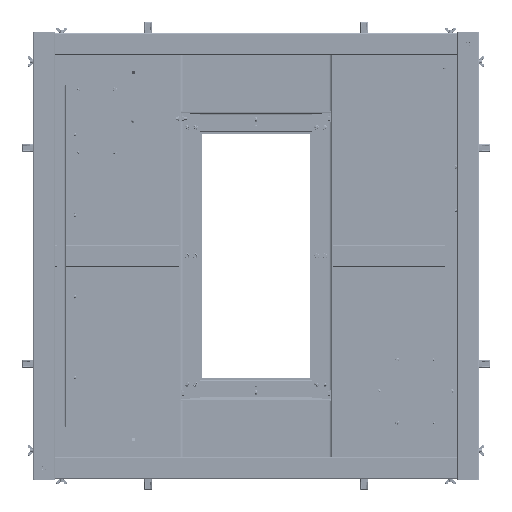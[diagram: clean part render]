
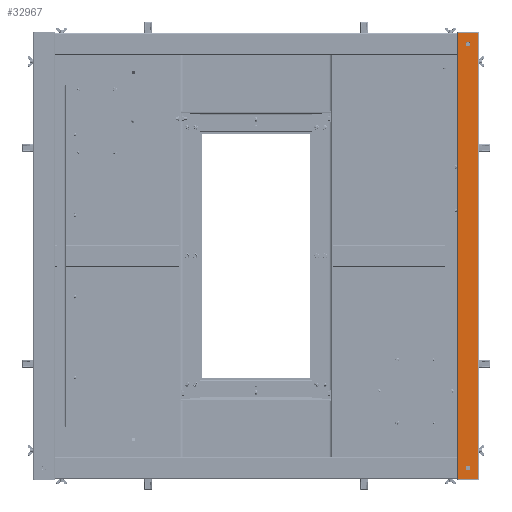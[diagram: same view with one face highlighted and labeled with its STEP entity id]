
A CAD part, front view. The second image highlights one B-rep face of the part: STEP entity #32967.
In plain terms, the highlighted face is planar.
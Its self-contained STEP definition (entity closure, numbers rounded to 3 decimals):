
#508 = EDGE_CURVE ( 'NONE', #4921, #2342, #2205, .T. ) ;
#869 = VERTEX_POINT ( 'NONE', #30985 ) ;
#1393 = PLANE ( 'NONE',  #2907 ) ;
#2095 = FACE_OUTER_BOUND ( 'NONE', #26599, .T. ) ;
#2205 = LINE ( 'NONE', #65679, #58285 ) ;
#2342 = VERTEX_POINT ( 'NONE', #35344 ) ;
#2907 = AXIS2_PLACEMENT_3D ( 'NONE', #18412, #6946, #17702 ) ;
#4921 = VERTEX_POINT ( 'NONE', #45647 ) ;
#6598 = LINE ( 'NONE', #33686, #67494 ) ;
#6607 = CARTESIAN_POINT ( 'NONE',  ( -40., 0., 776.475 ) ) ;
#6946 = DIRECTION ( 'NONE',  ( 1., 0., 0. ) ) ;
#9756 = EDGE_CURVE ( 'NONE', #22830, #4921, #6598, .T. ) ;
#10337 = AXIS2_PLACEMENT_3D ( 'NONE', #18439, #55895, #34079 ) ;
#11679 = CARTESIAN_POINT ( 'NONE',  ( -40., 0., -785. ) ) ;
#11691 = VECTOR ( 'NONE', #57658, 1000. ) ;
#12945 = DIRECTION ( 'NONE',  ( 0., 0., -1. ) ) ;
#14826 = ORIENTED_EDGE ( 'NONE', *, *, #23254, .F. ) ;
#16873 = DIRECTION ( 'NONE',  ( -1., 0., 0. ) ) ;
#17702 = DIRECTION ( 'NONE',  ( 0., 1., 0. ) ) ;
#18412 = CARTESIAN_POINT ( 'NONE',  ( -40., 36., 825. ) ) ;
#18439 = CARTESIAN_POINT ( 'NONE',  ( -40., 0., 785. ) ) ;
#20220 = AXIS2_PLACEMENT_3D ( 'NONE', #11679, #16873, #64085 ) ;
#22830 = VERTEX_POINT ( 'NONE', #26175 ) ;
#23254 = EDGE_CURVE ( 'NONE', #43569, #23757, #61583, .T. ) ;
#23757 = VERTEX_POINT ( 'NONE', #6607 ) ;
#25429 = CARTESIAN_POINT ( 'NONE',  ( -40., 0., -785. ) ) ;
#25888 = CIRCLE ( 'NONE', #10337, 8.525 ) ;
#26175 = CARTESIAN_POINT ( 'NONE',  ( -40., 36., 825. ) ) ;
#26343 = VERTEX_POINT ( 'NONE', #50940 ) ;
#26428 = ORIENTED_EDGE ( 'NONE', *, *, #9756, .F. ) ;
#26599 = EDGE_LOOP ( 'NONE', ( #27085, #46066, #26428, #30008 ) ) ;
#27085 = ORIENTED_EDGE ( 'NONE', *, *, #40587, .T. ) ;
#27403 = CARTESIAN_POINT ( 'NONE',  ( -40., 36., -825. ) ) ;
#30008 = ORIENTED_EDGE ( 'NONE', *, *, #32566, .T. ) ;
#30630 = LINE ( 'NONE', #51783, #11691 ) ;
#30985 = CARTESIAN_POINT ( 'NONE',  ( -40., 0., -776.475 ) ) ;
#31391 = ORIENTED_EDGE ( 'NONE', *, *, #53069, .F. ) ;
#32566 = EDGE_CURVE ( 'NONE', #22830, #26343, #30630, .T. ) ;
#32967 = ADVANCED_FACE ( 'NONE', ( #33697, #38563, #2095 ), #1393, .F. ) ;
#33686 = CARTESIAN_POINT ( 'NONE',  ( -40., 36., 825. ) ) ;
#33697 = FACE_BOUND ( 'NONE', #50578, .T. ) ;
#34079 = DIRECTION ( 'NONE',  ( 0., 0., 1. ) ) ;
#34851 = CARTESIAN_POINT ( 'NONE',  ( -40., 0., -793.525 ) ) ;
#35344 = CARTESIAN_POINT ( 'NONE',  ( -40., -36., -825. ) ) ;
#35799 = AXIS2_PLACEMENT_3D ( 'NONE', #25429, #63886, #47587 ) ;
#35862 = VECTOR ( 'NONE', #64149, 1000. ) ;
#38563 = FACE_BOUND ( 'NONE', #51873, .T. ) ;
#40029 = ORIENTED_EDGE ( 'NONE', *, *, #40049, .F. ) ;
#40049 = EDGE_CURVE ( 'NONE', #23757, #43569, #25888, .T. ) ;
#40587 = EDGE_CURVE ( 'NONE', #26343, #2342, #52392, .T. ) ;
#43569 = VERTEX_POINT ( 'NONE', #65105 ) ;
#45201 = DIRECTION ( 'NONE',  ( -1., 0., 0. ) ) ;
#45346 = CIRCLE ( 'NONE', #35799, 8.525 ) ;
#45647 = CARTESIAN_POINT ( 'NONE',  ( -40., -36., 825. ) ) ;
#46066 = ORIENTED_EDGE ( 'NONE', *, *, #508, .F. ) ;
#47587 = DIRECTION ( 'NONE',  ( 0., 0., 1. ) ) ;
#48250 = EDGE_CURVE ( 'NONE', #869, #66348, #64527, .T. ) ;
#49284 = DIRECTION ( 'NONE',  ( 0., -1., 0. ) ) ;
#50578 = EDGE_LOOP ( 'NONE', ( #14826, #40029 ) ) ;
#50747 = DIRECTION ( 'NONE',  ( 0., 0., 1. ) ) ;
#50940 = CARTESIAN_POINT ( 'NONE',  ( -40., 36., -825. ) ) ;
#51783 = CARTESIAN_POINT ( 'NONE',  ( -40., 36., 825. ) ) ;
#51873 = EDGE_LOOP ( 'NONE', ( #54224, #31391 ) ) ;
#52392 = LINE ( 'NONE', #27403, #35862 ) ;
#53069 = EDGE_CURVE ( 'NONE', #66348, #869, #45346, .T. ) ;
#54224 = ORIENTED_EDGE ( 'NONE', *, *, #48250, .F. ) ;
#55895 = DIRECTION ( 'NONE',  ( -1., 0., 0. ) ) ;
#57658 = DIRECTION ( 'NONE',  ( 0., 0., -1. ) ) ;
#58285 = VECTOR ( 'NONE', #12945, 1000. ) ;
#59334 = AXIS2_PLACEMENT_3D ( 'NONE', #67364, #45201, #50747 ) ;
#61583 = CIRCLE ( 'NONE', #59334, 8.525 ) ;
#63886 = DIRECTION ( 'NONE',  ( -1., 0., 0. ) ) ;
#64085 = DIRECTION ( 'NONE',  ( 0., 0., 1. ) ) ;
#64149 = DIRECTION ( 'NONE',  ( 0., -1., 0. ) ) ;
#64527 = CIRCLE ( 'NONE', #20220, 8.525 ) ;
#65105 = CARTESIAN_POINT ( 'NONE',  ( -40., 0., 793.525 ) ) ;
#65679 = CARTESIAN_POINT ( 'NONE',  ( -40., -36., 825. ) ) ;
#66348 = VERTEX_POINT ( 'NONE', #34851 ) ;
#67364 = CARTESIAN_POINT ( 'NONE',  ( -40., 0., 785. ) ) ;
#67494 = VECTOR ( 'NONE', #49284, 1000. ) ;
